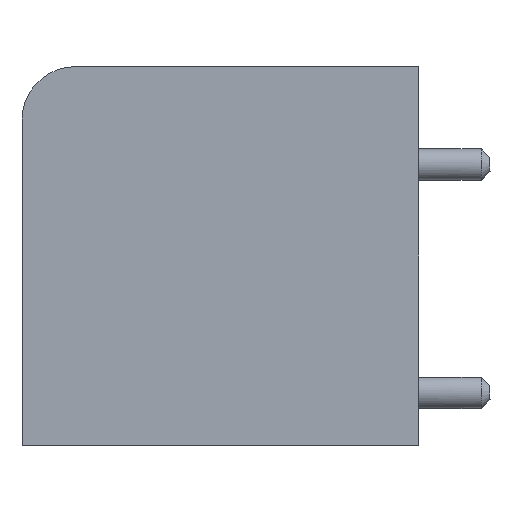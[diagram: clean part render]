
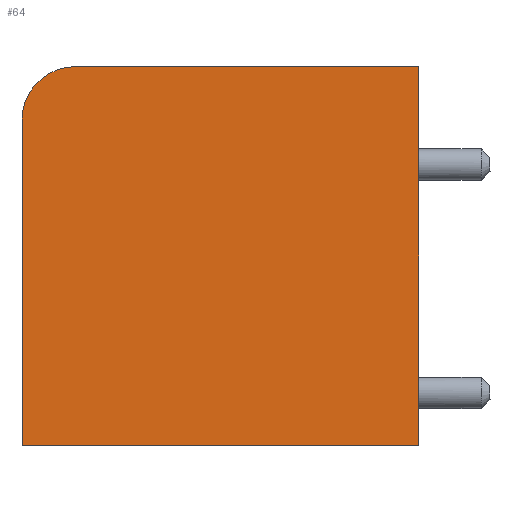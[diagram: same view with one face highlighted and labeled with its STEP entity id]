
A CAD part, left-side view. The second image highlights one B-rep face of the part: STEP entity #64.
In plain terms, the highlighted planar face has unit normal (-1, 0, 0).
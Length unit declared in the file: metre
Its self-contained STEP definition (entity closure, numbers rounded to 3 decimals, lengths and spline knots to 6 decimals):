
#64 = ADVANCED_FACE( '', ( #281 ), #282, .F. );
#281 = FACE_OUTER_BOUND( '', #701, .T. );
#282 = PLANE( '', #702 );
#701 = EDGE_LOOP( '', ( #1227, #1228, #1229, #1230, #1231 ) );
#702 = AXIS2_PLACEMENT_3D( '', #1232, #1233, #1234 );
#1227 = ORIENTED_EDGE( '', *, *, #2693, .F. );
#1228 = ORIENTED_EDGE( '', *, *, #2694, .F. );
#1229 = ORIENTED_EDGE( '', *, *, #2695, .F. );
#1230 = ORIENTED_EDGE( '', *, *, #2696, .F. );
#1231 = ORIENTED_EDGE( '', *, *, #2697, .F. );
#1232 = CARTESIAN_POINT( '', ( -0.03937, 0., 0. ) );
#1233 = DIRECTION( '', ( 1., 0., 0. ) );
#1234 = DIRECTION( '', ( 0., 1., 0. ) );
#2693 = EDGE_CURVE( '', #3229, #3230, #3231, .T. );
#2694 = EDGE_CURVE( '', #3232, #3229, #3233, .T. );
#2695 = EDGE_CURVE( '', #3234, #3232, #3235, .T. );
#2696 = EDGE_CURVE( '', #3236, #3234, #3237, .T. );
#2697 = EDGE_CURVE( '', #3230, #3236, #3238, .T. );
#3229 = VERTEX_POINT( '', #4291 );
#3230 = VERTEX_POINT( '', #4292 );
#3231 = LINE( '', #4293, #4294 );
#3232 = VERTEX_POINT( '', #4295 );
#3233 = CIRCLE( '', #4296, 0.003048 );
#3234 = VERTEX_POINT( '', #4297 );
#3235 = LINE( '', #4298, #4299 );
#3236 = VERTEX_POINT( '', #4300 );
#3237 = LINE( '', #4301, #4302 );
#3238 = LINE( '', #4303, #4304 );
#4291 = CARTESIAN_POINT( '', ( -0.03937, 0.019558, 0.01209 ) );
#4292 = CARTESIAN_POINT( '', ( -0.03937, 0., 0.01209 ) );
#4293 = CARTESIAN_POINT( '', ( -0.03937, 0.019558, 0.01209 ) );
#4294 = VECTOR( '', #5626, 1. );
#4295 = CARTESIAN_POINT( '', ( -0.03937, 0.022606, 0.009042 ) );
#4296 = AXIS2_PLACEMENT_3D( '', #5627, #5628, #5629 );
#4297 = CARTESIAN_POINT( '', ( -0.03937, 0.022606, -0.0095 ) );
#4298 = CARTESIAN_POINT( '', ( -0.03937, 0.022606, -0.0095 ) );
#4299 = VECTOR( '', #5630, 1. );
#4300 = CARTESIAN_POINT( '', ( -0.03937, 0., -0.0095 ) );
#4301 = CARTESIAN_POINT( '', ( -0.03937, 0., -0.0095 ) );
#4302 = VECTOR( '', #5631, 1. );
#4303 = CARTESIAN_POINT( '', ( -0.03937, 0., 0.01209 ) );
#4304 = VECTOR( '', #5632, 1. );
#5626 = DIRECTION( '', ( 0., -1., 0. ) );
#5627 = CARTESIAN_POINT( '', ( -0.03937, 0.019558, 0.009042 ) );
#5628 = DIRECTION( '', ( 1., 0., 0. ) );
#5629 = DIRECTION( '', ( 0., 1., 0. ) );
#5630 = DIRECTION( '', ( 0., 0., 1. ) );
#5631 = DIRECTION( '', ( 0., 1., 0. ) );
#5632 = DIRECTION( '', ( 0., 0., -1. ) );
